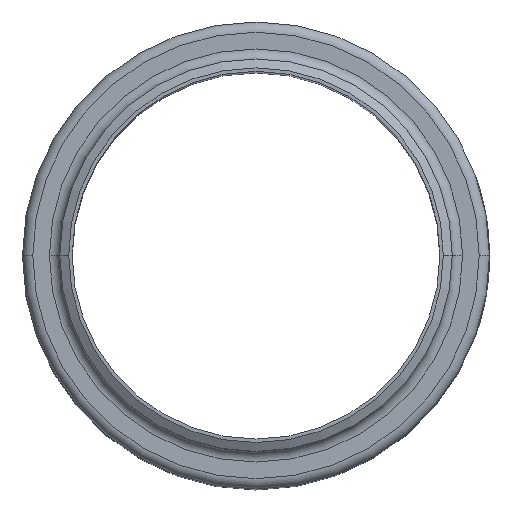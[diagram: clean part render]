
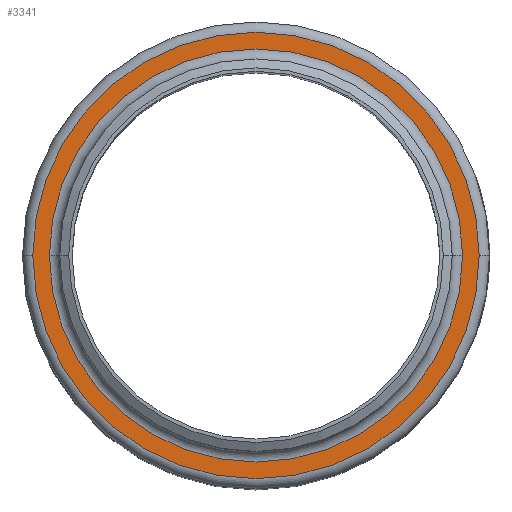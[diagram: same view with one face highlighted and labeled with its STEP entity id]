
A CAD part, top view. The second image highlights one B-rep face of the part: STEP entity #3341.
In plain terms, the highlighted planar face has unit normal (0, 0, 1).
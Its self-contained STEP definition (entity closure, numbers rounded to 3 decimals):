
#622 = CARTESIAN_POINT ( 'NONE',  ( -65., 0., -50. ) ) ;
#1181 = AXIS2_PLACEMENT_3D ( 'NONE', #24069, #5431, #9672 ) ;
#1551 = VERTEX_POINT ( 'NONE', #16549 ) ;
#1683 = EDGE_CURVE ( 'NONE', #3236, #23983, #4021, .T. ) ;
#2591 = DIRECTION ( 'NONE',  ( 0., 0., -1. ) ) ;
#2798 = CARTESIAN_POINT ( 'NONE',  ( 0., 0., -50. ) ) ;
#3119 = FACE_OUTER_BOUND ( 'NONE', #3683, .T. ) ;
#3236 = VERTEX_POINT ( 'NONE', #21343 ) ;
#3341 = ADVANCED_FACE ( 'NONE', ( #9407, #3119 ), #26123, .F. ) ;
#3392 = DIRECTION ( 'NONE',  ( 0., 0., 1. ) ) ;
#3519 = ORIENTED_EDGE ( 'NONE', *, *, #21345, .T. ) ;
#3683 = EDGE_LOOP ( 'NONE', ( #20791, #23112 ) ) ;
#4021 = CIRCLE ( 'NONE', #23052, 60.15 ) ;
#4966 = AXIS2_PLACEMENT_3D ( 'NONE', #2798, #9493, #11157 ) ;
#5069 = EDGE_CURVE ( 'NONE', #1551, #9040, #22138, .T. ) ;
#5431 = DIRECTION ( 'NONE',  ( 0., 0., -1. ) ) ;
#5844 = CIRCLE ( 'NONE', #21181, 65. ) ;
#6024 = DIRECTION ( 'NONE',  ( 0., 0., 1. ) ) ;
#7846 = ORIENTED_EDGE ( 'NONE', *, *, #1683, .T. ) ;
#9040 = VERTEX_POINT ( 'NONE', #622 ) ;
#9407 = FACE_BOUND ( 'NONE', #10215, .T. ) ;
#9493 = DIRECTION ( 'NONE',  ( 0., 0., -1. ) ) ;
#9672 = DIRECTION ( 'NONE',  ( -1., 0., 0. ) ) ;
#10066 = CARTESIAN_POINT ( 'NONE',  ( 60.15, 0., -50. ) ) ;
#10215 = EDGE_LOOP ( 'NONE', ( #7846, #3519 ) ) ;
#10772 = AXIS2_PLACEMENT_3D ( 'NONE', #11740, #3392, #20218 ) ;
#11157 = DIRECTION ( 'NONE',  ( -1., 0., 0. ) ) ;
#11740 = CARTESIAN_POINT ( 'NONE',  ( 0., 0., -50. ) ) ;
#16549 = CARTESIAN_POINT ( 'NONE',  ( 65., 0., -50. ) ) ;
#17963 = CARTESIAN_POINT ( 'NONE',  ( 0., 0., -50. ) ) ;
#18847 = EDGE_CURVE ( 'NONE', #9040, #1551, #5844, .T. ) ;
#20218 = DIRECTION ( 'NONE',  ( -1., 0., 0. ) ) ;
#20791 = ORIENTED_EDGE ( 'NONE', *, *, #18847, .T. ) ;
#21181 = AXIS2_PLACEMENT_3D ( 'NONE', #17963, #6024, #22748 ) ;
#21343 = CARTESIAN_POINT ( 'NONE',  ( -60.15, 0., -50. ) ) ;
#21345 = EDGE_CURVE ( 'NONE', #23983, #3236, #22068, .T. ) ;
#22068 = CIRCLE ( 'NONE', #4966, 60.15 ) ;
#22138 = CIRCLE ( 'NONE', #10772, 65. ) ;
#22748 = DIRECTION ( 'NONE',  ( -1., 0., 0. ) ) ;
#22864 = DIRECTION ( 'NONE',  ( -1., 0., 0. ) ) ;
#23052 = AXIS2_PLACEMENT_3D ( 'NONE', #25052, #2591, #22864 ) ;
#23112 = ORIENTED_EDGE ( 'NONE', *, *, #5069, .T. ) ;
#23983 = VERTEX_POINT ( 'NONE', #10066 ) ;
#24069 = CARTESIAN_POINT ( 'NONE',  ( 0., 57.15, -50. ) ) ;
#25052 = CARTESIAN_POINT ( 'NONE',  ( 0., 0., -50. ) ) ;
#26123 = PLANE ( 'NONE',  #1181 ) ;
